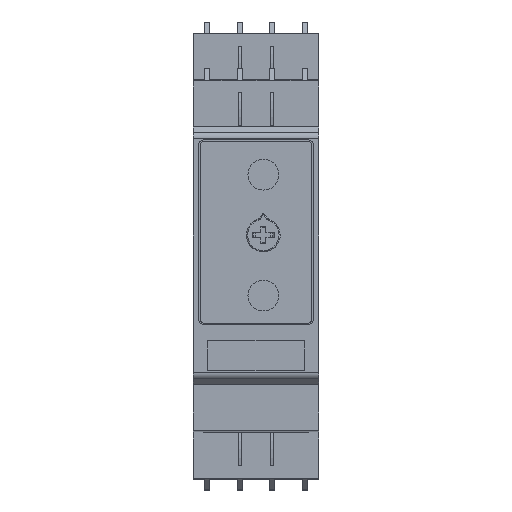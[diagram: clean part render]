
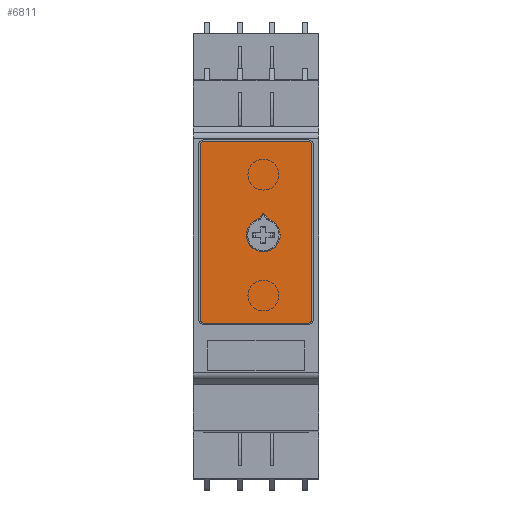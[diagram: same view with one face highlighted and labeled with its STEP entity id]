
A CAD part, top view. The second image highlights one B-rep face of the part: STEP entity #6811.
In plain terms, the highlighted planar face has unit normal (0, 0, 1).
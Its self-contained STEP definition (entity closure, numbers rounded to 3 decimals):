
#635=LINE('',#10432,#1457);
#638=LINE('',#10444,#1460);
#640=LINE('',#10451,#1462);
#641=LINE('',#10455,#1463);
#642=LINE('',#10459,#1464);
#643=LINE('',#10463,#1465);
#1457=VECTOR('',#8379,10.);
#1460=VECTOR('',#8386,10.);
#1462=VECTOR('',#8394,10.);
#1463=VECTOR('',#8397,10.);
#1464=VECTOR('',#8400,10.);
#1465=VECTOR('',#8403,10.);
#1719=FACE_BOUND('',#2281,.T.);
#1932=FACE_OUTER_BOUND('',#2280,.T.);
#2280=EDGE_LOOP('',(#4993,#4994,#4995,#4996,#4997,#4998,#4999,#5000));
#2281=EDGE_LOOP('',(#5001,#5002,#5003,#5004,#5005,#5006));
#2503=CIRCLE('',#7174,3.);
#2508=CIRCLE('',#7183,0.5);
#2509=CIRCLE('',#7185,0.5);
#2510=CIRCLE('',#7190,0.1);
#2511=CIRCLE('',#7192,0.75);
#2512=CIRCLE('',#7193,0.75);
#2513=CIRCLE('',#7194,0.75);
#2514=CIRCLE('',#7195,0.75);
#3045=VERTEX_POINT('',#10393);
#3046=VERTEX_POINT('',#10395);
#3051=VERTEX_POINT('',#10423);
#3052=VERTEX_POINT('',#10427);
#3053=VERTEX_POINT('',#10431);
#3055=VERTEX_POINT('',#10443);
#3056=VERTEX_POINT('',#10449);
#3057=VERTEX_POINT('',#10450);
#3058=VERTEX_POINT('',#10452);
#3059=VERTEX_POINT('',#10454);
#3060=VERTEX_POINT('',#10456);
#3061=VERTEX_POINT('',#10458);
#3062=VERTEX_POINT('',#10460);
#3063=VERTEX_POINT('',#10462);
#3817=EDGE_CURVE('',#3045,#3046,#2503,.T.);
#3825=EDGE_CURVE('',#3046,#3051,#2508,.T.);
#3827=EDGE_CURVE('',#3052,#3045,#2509,.T.);
#3829=EDGE_CURVE('',#3051,#3053,#635,.T.);
#3833=EDGE_CURVE('',#3055,#3052,#638,.T.);
#3835=EDGE_CURVE('',#3053,#3055,#2510,.T.);
#3836=EDGE_CURVE('',#3056,#3057,#640,.T.);
#3837=EDGE_CURVE('',#3057,#3058,#2511,.T.);
#3838=EDGE_CURVE('',#3058,#3059,#641,.T.);
#3839=EDGE_CURVE('',#3059,#3060,#2512,.T.);
#3840=EDGE_CURVE('',#3060,#3061,#642,.T.);
#3841=EDGE_CURVE('',#3061,#3062,#2513,.T.);
#3842=EDGE_CURVE('',#3062,#3063,#643,.T.);
#3843=EDGE_CURVE('',#3063,#3056,#2514,.T.);
#4993=ORIENTED_EDGE('',*,*,#3836,.T.);
#4994=ORIENTED_EDGE('',*,*,#3837,.T.);
#4995=ORIENTED_EDGE('',*,*,#3838,.T.);
#4996=ORIENTED_EDGE('',*,*,#3839,.T.);
#4997=ORIENTED_EDGE('',*,*,#3840,.T.);
#4998=ORIENTED_EDGE('',*,*,#3841,.T.);
#4999=ORIENTED_EDGE('',*,*,#3842,.T.);
#5000=ORIENTED_EDGE('',*,*,#3843,.T.);
#5001=ORIENTED_EDGE('',*,*,#3817,.T.);
#5002=ORIENTED_EDGE('',*,*,#3825,.T.);
#5003=ORIENTED_EDGE('',*,*,#3829,.T.);
#5004=ORIENTED_EDGE('',*,*,#3835,.T.);
#5005=ORIENTED_EDGE('',*,*,#3833,.T.);
#5006=ORIENTED_EDGE('',*,*,#3827,.T.);
#6164=PLANE('',#7191);
#6811=ADVANCED_FACE('',(#1932,#1719),#6164,.T.);
#7174=AXIS2_PLACEMENT_3D('',#10397,#8350,#8351);
#7183=AXIS2_PLACEMENT_3D('',#10424,#8369,#8370);
#7185=AXIS2_PLACEMENT_3D('',#10428,#8374,#8375);
#7190=AXIS2_PLACEMENT_3D('',#10447,#8390,#8391);
#7191=AXIS2_PLACEMENT_3D('',#10448,#8392,#8393);
#7192=AXIS2_PLACEMENT_3D('',#10453,#8395,#8396);
#7193=AXIS2_PLACEMENT_3D('',#10457,#8398,#8399);
#7194=AXIS2_PLACEMENT_3D('',#10461,#8401,#8402);
#7195=AXIS2_PLACEMENT_3D('',#10464,#8404,#8405);
#8350=DIRECTION('center_axis',(0.,0.,
-1.));
#8351=DIRECTION('ref_axis',(0.994,0.109,0.));
#8369=DIRECTION('center_axis',(0.,0.,
1.));
#8370=DIRECTION('ref_axis',(0.739,-0.674,0.));
#8374=DIRECTION('center_axis',(0.,0.,
1.));
#8375=DIRECTION('ref_axis',(-0.739,-0.674,0.));
#8379=DIRECTION('',(0.574,0.819,0.));
#8386=DIRECTION('',(0.574,-0.819,0.));
#8390=DIRECTION('center_axis',(0.,0.,
-1.));
#8391=DIRECTION('ref_axis',(-0.545,0.838,0.));
#8392=DIRECTION('center_axis',(0.,0.,
1.));
#8393=DIRECTION('ref_axis',(0.,-1.,0.));
#8394=DIRECTION('',(-1.,0.,0.));
#8395=DIRECTION('center_axis',(0.,0.,
1.));
#8396=DIRECTION('ref_axis',(0.,1.,0.));
#8397=DIRECTION('',(0.,-1.,0.));
#8398=DIRECTION('center_axis',(0.,0.,
1.));
#8399=DIRECTION('ref_axis',(-1.,0.,0.));
#8400=DIRECTION('',(1.,0.,0.));
#8401=DIRECTION('center_axis',(0.,0.,
1.));
#8402=DIRECTION('ref_axis',(0.,-1.,0.));
#8403=DIRECTION('',(0.,1.,0.));
#8404=DIRECTION('center_axis',(0.,0.,
1.));
#8405=DIRECTION('ref_axis',(1.,0.,0.));
#10393=CARTESIAN_POINT('',(2.236,7.154,98.897));
#10395=CARTESIAN_POINT('',(0.384,7.154,98.897));
#10397=CARTESIAN_POINT('Origin',(1.31,4.3,98.897));
#10423=CARTESIAN_POINT('',(0.639,7.342,98.897));
#10424=CARTESIAN_POINT('Origin',(0.23,7.629,98.897));
#10427=CARTESIAN_POINT('',(1.981,7.342,98.897));
#10428=CARTESIAN_POINT('Origin',(2.39,7.629,98.897));
#10431=CARTESIAN_POINT('',(1.228,8.183,98.897));
#10432=CARTESIAN_POINT('',(0.091,6.559,98.897));
#10443=CARTESIAN_POINT('',(1.392,8.183,98.897));
#10444=CARTESIAN_POINT('',(2.098,7.174,98.897));
#10447=CARTESIAN_POINT('Origin',(1.31,8.126,98.897));
#10448=CARTESIAN_POINT('Origin',(0.,4.829,
98.897));
#10449=CARTESIAN_POINT('',(9.25,21.079,98.897));
#10450=CARTESIAN_POINT('',(-9.25,21.079,98.897));
#10451=CARTESIAN_POINT('',(9.25,21.079,98.897));
#10452=CARTESIAN_POINT('',(-10.,20.329,98.897));
#10453=CARTESIAN_POINT('Origin',(-9.25,20.329,98.897));
#10454=CARTESIAN_POINT('',(-10.,-10.671,98.897));
#10455=CARTESIAN_POINT('',(-10.,20.329,98.897));
#10456=CARTESIAN_POINT('',(-9.25,-11.421,98.897));
#10457=CARTESIAN_POINT('Origin',(-9.25,-10.671,98.897));
#10458=CARTESIAN_POINT('',(9.25,-11.421,98.897));
#10459=CARTESIAN_POINT('',(-9.25,-11.421,98.897));
#10460=CARTESIAN_POINT('',(10.,-10.671,98.897));
#10461=CARTESIAN_POINT('Origin',(9.25,-10.671,98.897));
#10462=CARTESIAN_POINT('',(10.,20.329,98.897));
#10463=CARTESIAN_POINT('',(10.,-10.671,98.897));
#10464=CARTESIAN_POINT('Origin',(9.25,20.329,98.897));
